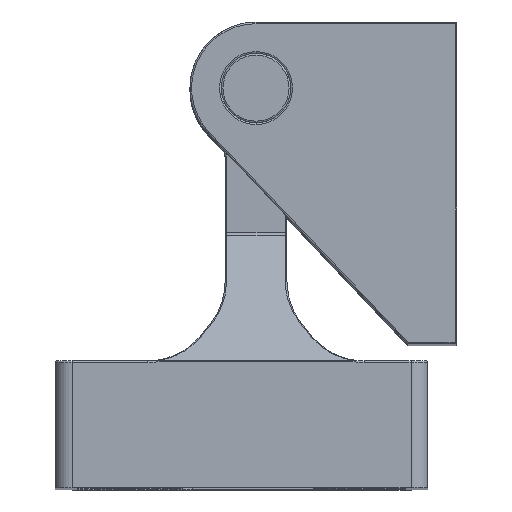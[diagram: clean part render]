
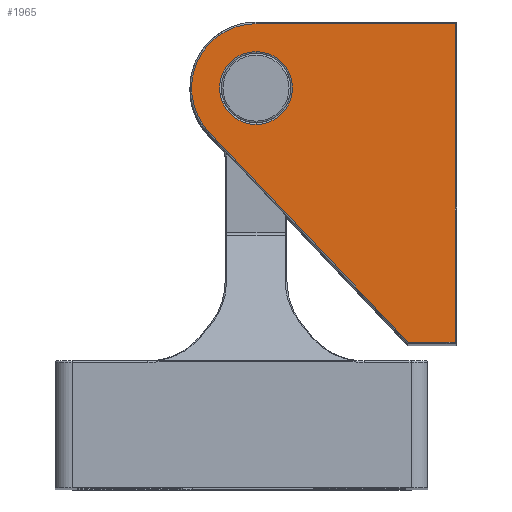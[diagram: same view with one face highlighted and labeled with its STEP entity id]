
A CAD part, top view. The second image highlights one B-rep face of the part: STEP entity #1965.
In plain terms, the highlighted face is planar.
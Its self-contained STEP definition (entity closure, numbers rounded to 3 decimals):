
#1381 = EDGE_CURVE ( 'NONE', #1384, #1397, #7461, .T. ) ;
#1384 = VERTEX_POINT ( 'NONE', #7476 ) ;
#1397 = VERTEX_POINT ( 'NONE', #7518 ) ;
#1946 = EDGE_CURVE ( 'NONE', #1960, #1978, #8646, .T. ) ;
#1948 = ORIENTED_EDGE ( 'NONE', *, *, #1946, .T. ) ;
#1949 = EDGE_LOOP ( 'NONE', ( #1950, #1951 ) ) ;
#1950 = ORIENTED_EDGE ( 'NONE', *, *, #1381, .T. ) ;
#1951 = ORIENTED_EDGE ( 'NONE', *, *, #1961, .T. ) ;
#1959 = VERTEX_POINT ( 'NONE', #8697 ) ;
#1960 = VERTEX_POINT ( 'NONE', #8696 ) ;
#1961 = EDGE_CURVE ( 'NONE', #1397, #1384, #8678, .T. ) ;
#1963 = VERTEX_POINT ( 'NONE', #8700 ) ;
#1965 = ADVANCED_FACE ( 'NONE', ( #8694, #8691 ), #8692, .F. ) ;
#1966 = ORIENTED_EDGE ( 'NONE', *, *, #1968, .T. ) ;
#1967 = ORIENTED_EDGE ( 'NONE', *, *, #1969, .T. ) ;
#1968 = EDGE_CURVE ( 'NONE', #1959, #1963, #8726, .T. ) ;
#1969 = EDGE_CURVE ( 'NONE', #1978, #1959, #8722, .T. ) ;
#1970 = VERTEX_POINT ( 'NONE', #8671 ) ;
#1972 = ORIENTED_EDGE ( 'NONE', *, *, #1973, .T. ) ;
#1973 = EDGE_CURVE ( 'NONE', #1963, #1970, #8718, .T. ) ;
#1974 = ORIENTED_EDGE ( 'NONE', *, *, #1975, .T. ) ;
#1975 = EDGE_CURVE ( 'NONE', #1970, #1960, #8673, .T. ) ;
#1978 = VERTEX_POINT ( 'NONE', #8708 ) ;
#1981 = EDGE_LOOP ( 'NONE', ( #1967, #1966, #1972, #1974, #1948 ) ) ;
#7461 = CIRCLE ( 'NONE', #7501, 4.3 ) ;
#7476 = CARTESIAN_POINT ( 'NONE',  ( 0., 23.7, -12.1 ) ) ;
#7498 = DIRECTION ( 'NONE',  ( 0., 0., -1. ) ) ;
#7499 = DIRECTION ( 'NONE',  ( 1., 0., 0. ) ) ;
#7500 = CARTESIAN_POINT ( 'NONE',  ( 0., 23.7, -7.8 ) ) ;
#7501 = AXIS2_PLACEMENT_3D ( 'NONE', #7500, #7499, #7498 ) ;
#7518 = CARTESIAN_POINT ( 'NONE',  ( 0., 23.7, -3.5 ) ) ;
#8643 = DIRECTION ( 'NONE',  ( 0., 0., -1. ) ) ;
#8644 = DIRECTION ( 'NONE',  ( -1., 0., 0. ) ) ;
#8645 = AXIS2_PLACEMENT_3D ( 'NONE', #8663, #8644, #8643 ) ;
#8646 = CIRCLE ( 'NONE', #8645, 7.6 ) ;
#8663 = CARTESIAN_POINT ( 'NONE',  ( 0., 23.7, -7.8 ) ) ;
#8671 = CARTESIAN_POINT ( 'NONE',  ( 0., 0.2, -0.2 ) ) ;
#8672 = CARTESIAN_POINT ( 'NONE',  ( 0., 23.7, -0.2 ) ) ;
#8673 = LINE ( 'NONE', #8672, #8710 ) ;
#8674 = DIRECTION ( 'NONE',  ( 0., 0., -1. ) ) ;
#8675 = DIRECTION ( 'NONE',  ( 1., 0., 0. ) ) ;
#8676 = CARTESIAN_POINT ( 'NONE',  ( 0., 23.7, -7.8 ) ) ;
#8677 = AXIS2_PLACEMENT_3D ( 'NONE', #8676, #8675, #8674 ) ;
#8678 = CIRCLE ( 'NONE', #8677, 4.3 ) ;
#8679 = CARTESIAN_POINT ( 'NONE',  ( 0., 23.7, -7.8 ) ) ;
#8691 = FACE_BOUND ( 'NONE', #1949, .T. ) ;
#8692 = PLANE ( 'NONE',  #8695 ) ;
#8694 = FACE_OUTER_BOUND ( 'NONE', #1981, .T. ) ;
#8695 = AXIS2_PLACEMENT_3D ( 'NONE', #8679, #8699, #8727 ) ;
#8696 = CARTESIAN_POINT ( 'NONE',  ( 0., 23.7, -0.2 ) ) ;
#8697 = CARTESIAN_POINT ( 'NONE',  ( 0., 5.714, -37.8 ) ) ;
#8699 = DIRECTION ( 'NONE',  ( 1., 0., 0. ) ) ;
#8700 = CARTESIAN_POINT ( 'NONE',  ( 0., 0.2, -37.8 ) ) ;
#8708 = CARTESIAN_POINT ( 'NONE',  ( 0., 29.213, -13.031 ) ) ;
#8709 = DIRECTION ( 'NONE',  ( 0., 1., 0. ) ) ;
#8710 = VECTOR ( 'NONE', #8709, 1000. ) ;
#8712 = DIRECTION ( 'NONE',  ( 0., 0., 1. ) ) ;
#8713 = VECTOR ( 'NONE', #8712, 1000. ) ;
#8717 = CARTESIAN_POINT ( 'NONE',  ( 0., 0.2, -7.8 ) ) ;
#8718 = LINE ( 'NONE', #8717, #8713 ) ;
#8719 = DIRECTION ( 'NONE',  ( 0., -0.688, -0.725 ) ) ;
#8720 = VECTOR ( 'NONE', #8719, 1000. ) ;
#8721 = CARTESIAN_POINT ( 'NONE',  ( 0., 29.213, -13.031 ) ) ;
#8722 = LINE ( 'NONE', #8721, #8720 ) ;
#8723 = DIRECTION ( 'NONE',  ( 0., -1., 0. ) ) ;
#8724 = VECTOR ( 'NONE', #8723, 1000. ) ;
#8725 = CARTESIAN_POINT ( 'NONE',  ( 0., 23.7, -37.8 ) ) ;
#8726 = LINE ( 'NONE', #8725, #8724 ) ;
#8727 = DIRECTION ( 'NONE',  ( 0., 0., -1. ) ) ;
